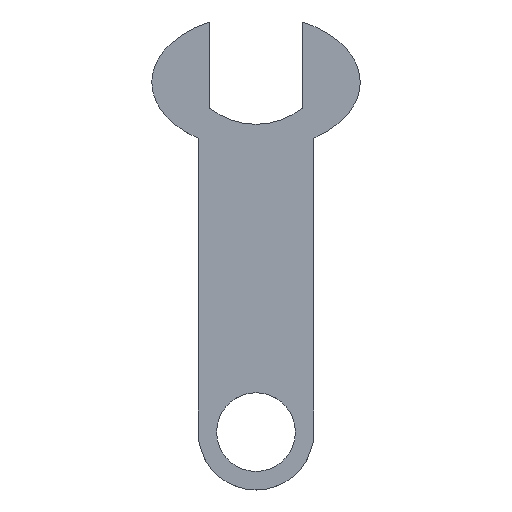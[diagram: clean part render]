
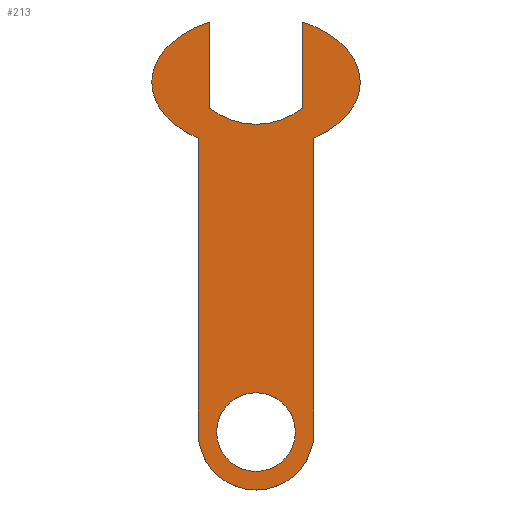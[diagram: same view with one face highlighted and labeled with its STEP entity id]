
A CAD part, top view. The second image highlights one B-rep face of the part: STEP entity #213.
In plain terms, the highlighted planar face has unit normal (0, 0, 1).
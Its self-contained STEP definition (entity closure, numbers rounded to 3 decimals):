
#14=FACE_BOUND('',#49,.T.);
#17=ELLIPSE('',#234,45.,29.024);
#19=ELLIPSE('',#241,45.,29.024);
#26=PLANE('',#246);
#37=FACE_OUTER_BOUND('',#48,.T.);
#48=EDGE_LOOP('',(#173,#174,#175,#176,#177,#178,#179,#180));
#49=EDGE_LOOP('',(#181));
#55=LINE('',#319,#72);
#59=LINE('',#340,#76);
#63=LINE('',#352,#80);
#67=LINE('',#373,#84);
#72=VECTOR('',#261,10.);
#76=VECTOR('',#271,10.);
#80=VECTOR('',#283,10.);
#84=VECTOR('',#293,10.);
#86=CIRCLE('',#230,17.);
#89=CIRCLE('',#238,32.);
#91=CIRCLE('',#245,25.);
#92=VERTEX_POINT('',#307);
#96=VERTEX_POINT('',#316);
#97=VERTEX_POINT('',#318);
#99=VERTEX_POINT('',#333);
#101=VERTEX_POINT('',#339);
#103=VERTEX_POINT('',#345);
#105=VERTEX_POINT('',#351);
#107=VERTEX_POINT('',#366);
#109=VERTEX_POINT('',#372);
#110=EDGE_CURVE('',#92,#92,#86,.T.);
#115=EDGE_CURVE('',#97,#96,#55,.T.);
#118=EDGE_CURVE('',#99,#97,#17,.T.);
#121=EDGE_CURVE('',#101,#99,#59,.T.);
#124=EDGE_CURVE('',#103,#101,#89,.T.);
#127=EDGE_CURVE('',#105,#103,#63,.T.);
#130=EDGE_CURVE('',#107,#105,#19,.T.);
#133=EDGE_CURVE('',#109,#107,#67,.T.);
#136=EDGE_CURVE('',#96,#109,#91,.T.);
#173=ORIENTED_EDGE('',*,*,#136,.T.);
#174=ORIENTED_EDGE('',*,*,#133,.T.);
#175=ORIENTED_EDGE('',*,*,#130,.T.);
#176=ORIENTED_EDGE('',*,*,#127,.T.);
#177=ORIENTED_EDGE('',*,*,#124,.T.);
#178=ORIENTED_EDGE('',*,*,#121,.T.);
#179=ORIENTED_EDGE('',*,*,#118,.T.);
#180=ORIENTED_EDGE('',*,*,#115,.T.);
#181=ORIENTED_EDGE('',*,*,#110,.T.);
#213=ADVANCED_FACE('',(#37,#14),#26,.T.);
#230=AXIS2_PLACEMENT_3D('',#308,#252,#253);
#234=AXIS2_PLACEMENT_3D('',#334,#265,#266);
#238=AXIS2_PLACEMENT_3D('',#346,#277,#278);
#241=AXIS2_PLACEMENT_3D('',#367,#287,#288);
#245=AXIS2_PLACEMENT_3D('',#377,#299,#300);
#246=AXIS2_PLACEMENT_3D('',#378,#301,#302);
#252=DIRECTION('center_axis',(0.,0.,-1.));
#253=DIRECTION('ref_axis',(0.,1.,0.));
#261=DIRECTION('',(0.,-1.,0.));
#265=DIRECTION('center_axis',(0.,0.,1.));
#266=DIRECTION('ref_axis',(-1.,0.,0.));
#271=DIRECTION('',(0.,1.,0.));
#277=DIRECTION('center_axis',(0.,0.,-1.));
#278=DIRECTION('ref_axis',(-0.625,-0.781,0.));
#283=DIRECTION('',(0.,-1.,0.));
#287=DIRECTION('center_axis',(0.,0.,1.));
#288=DIRECTION('ref_axis',(-1.,0.,0.));
#293=DIRECTION('',(0.,1.,0.));
#299=DIRECTION('center_axis',(0.,0.,1.));
#300=DIRECTION('ref_axis',(-1.,0.,0.));
#301=DIRECTION('center_axis',(0.,0.,1.));
#302=DIRECTION('ref_axis',(1.,0.,0.));
#307=CARTESIAN_POINT('',(0.,-17.,10.));
#308=CARTESIAN_POINT('Origin',(0.,0.,10.));
#316=CARTESIAN_POINT('',(-25.,0.,10.));
#318=CARTESIAN_POINT('',(-25.,126.967,10.));
#319=CARTESIAN_POINT('',(-25.,0.,10.));
#333=CARTESIAN_POINT('',(-20.,177.1,10.));
#334=CARTESIAN_POINT('Origin',(0.,151.1,10.));
#339=CARTESIAN_POINT('',(-20.,139.92,10.));
#340=CARTESIAN_POINT('',(-20.,139.92,10.));
#345=CARTESIAN_POINT('',(20.,139.92,10.));
#346=CARTESIAN_POINT('Origin',(0.,164.9,10.));
#351=CARTESIAN_POINT('',(20.,177.1,10.));
#352=CARTESIAN_POINT('',(20.,139.92,10.));
#366=CARTESIAN_POINT('',(25.,126.967,10.));
#367=CARTESIAN_POINT('Origin',(0.,151.1,10.));
#372=CARTESIAN_POINT('',(25.,0.,10.));
#373=CARTESIAN_POINT('',(25.,0.,10.));
#377=CARTESIAN_POINT('Origin',(0.,0.,10.));
#378=CARTESIAN_POINT('Origin',(0.,76.05,10.));
